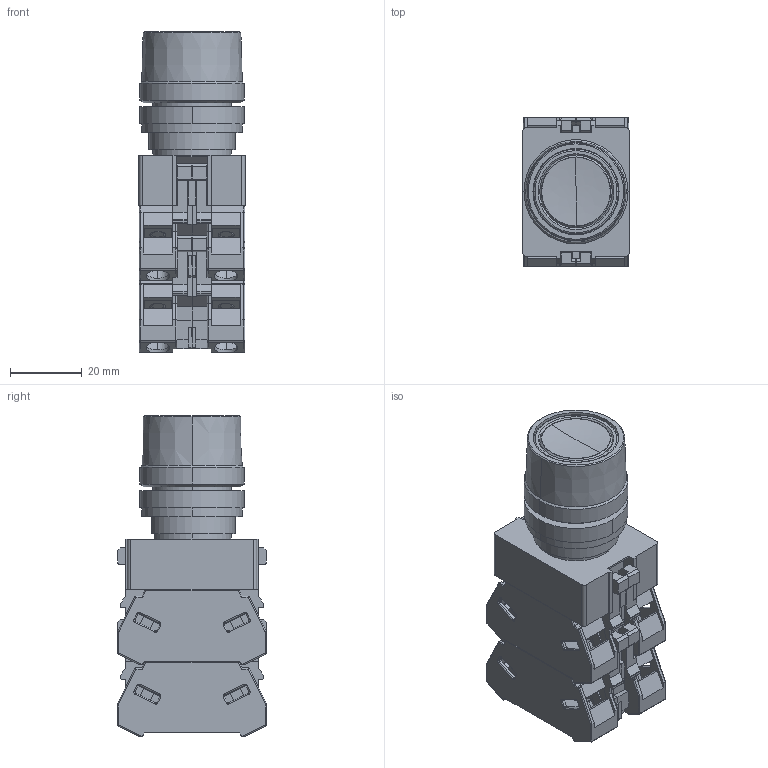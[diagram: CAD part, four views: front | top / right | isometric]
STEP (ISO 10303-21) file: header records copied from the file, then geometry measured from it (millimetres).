
FILE_DESCRIPTION (( 'STEP AP214' ), '1' );
FILE_NAME ('03_A[B][O]FW2xx$.STEP', '2021-01-15T07:50:40', ( 'IDEC' ), ( 'IDEC' ), 'SwSTEP 2.0', 'SolidWorks 2019', '' );
FILE_SCHEMA (( 'AUTOMOTIVE_DESIGN' ));
Length unit declared in the file: millimetre
Products named in the file (6): 03_A[B][O]FW2xx$; TW-BODY2; TW-ADJUSTMENT-RING; TW-ROUND-EXTEND-BUTTON; HW-Uxx(R); TW-FULL-RING
Assembly tree (8 placements, depth 2):
  03_A[B][O]FW2xx$
    TW-BODY2
    TW-ROUND-EXTEND-BUTTON
    TW-FULL-RING
    TW-ADJUSTMENT-RING
    HW-Uxx(R)  x4
Bounding box: 29.6 x 41.4 x 89.2 mm (x, y, z)
Volume: 68785.7 mm3; surface area: 31150.7 mm2
Topology: 8 solids, 8 shells, 1187 faces, 3248 edges, 2079 vertices
Faces by surface type: plane 713, cylinder 296, bspline 146, cone 30, torus 2
Entity records: 12807 total; most frequent: CARTESIAN_POINT 3048, ORIENTED_EDGE 2056, DIRECTION 1906, EDGE_CURVE 1028, VECTOR 750, LINE 750, VERTEX_POINT 663, AXIS2_PLACEMENT_3D 578
